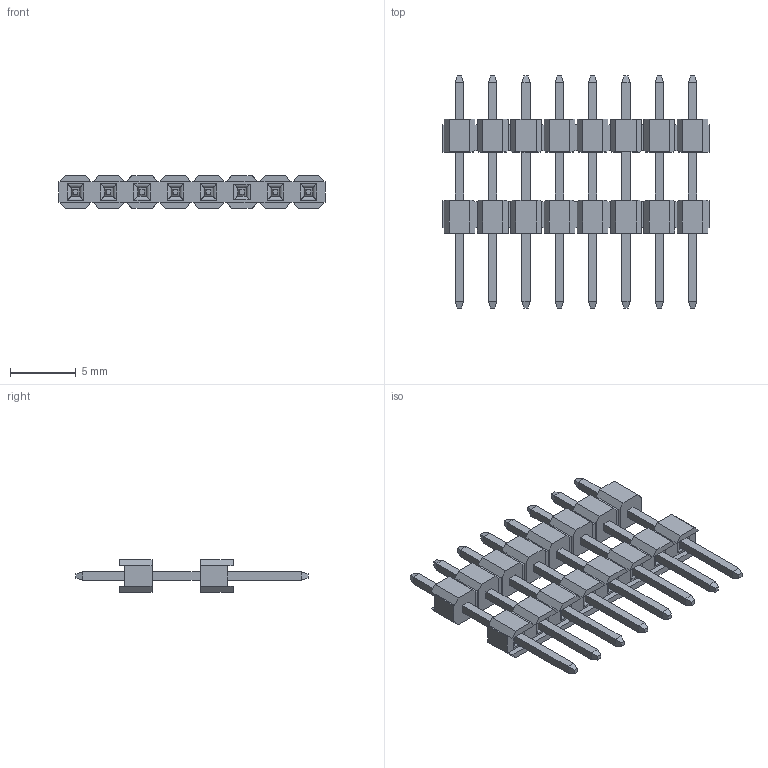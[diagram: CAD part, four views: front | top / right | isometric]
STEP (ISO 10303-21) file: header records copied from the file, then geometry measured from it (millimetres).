
FILE_DESCRIPTION(/* description */ (''),/* implementation_level */ '2;1');
FILE_NAME(/* name */ '149-16-20-008',/* time_stamp */ '2013-03-05T10:14:12+08:00',/* author */ (''),/* organization */ (''),/* preprocessor_version */ 'ST-DEVELOPER v9',/* originating_system */ 'UGS - NX 4.0',/* authorisation */ '');
FILE_SCHEMA (('CONFIG_CONTROL_DESIGN'));
Length unit declared in the file: millimetre
Products named in the file (1): 949-16-008
Bounding box: 20.32 x 17.7 x 2.5 mm (x, y, z)
Volume: 245.7 mm3; surface area: 890.5 mm2
Topology: 10 solids, 10 shells, 500 faces, 1248 edges, 768 vertices
Faces by surface type: plane 436, cylinder 64
Entity records: 14512 total; most frequent: CARTESIAN_POINT 2517, ORIENTED_EDGE 2496, DIRECTION 2314, EDGE_CURVE 1248, LINE 1184, VECTOR 1184, VERTEX_POINT 768, AXIS2_PLACEMENT_3D 565
